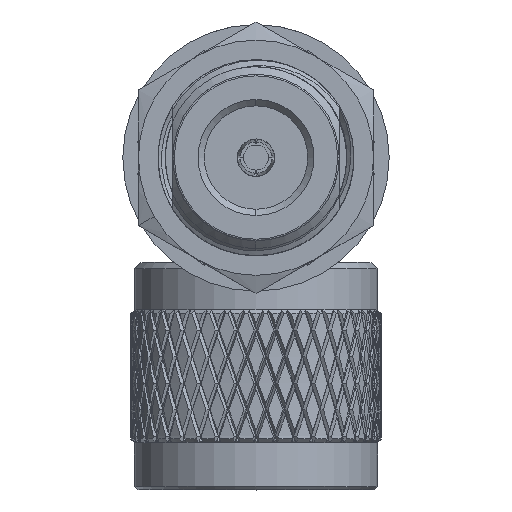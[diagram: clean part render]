
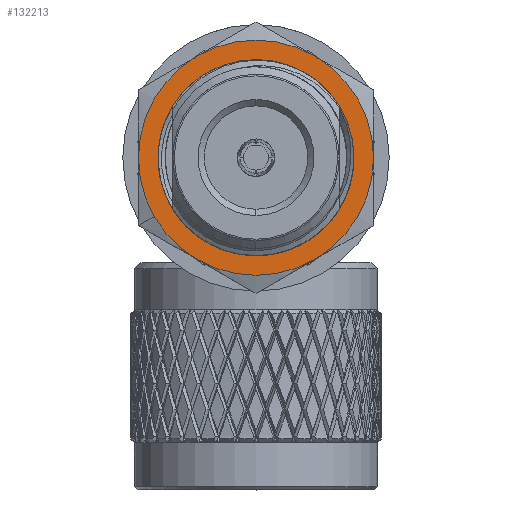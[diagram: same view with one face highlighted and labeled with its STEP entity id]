
A CAD part, top view. The second image highlights one B-rep face of the part: STEP entity #132213.
In plain terms, the highlighted face is planar.
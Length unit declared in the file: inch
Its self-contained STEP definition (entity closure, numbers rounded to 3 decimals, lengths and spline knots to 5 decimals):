
#2421 = DIRECTION ( 'NONE',  ( 0., -0.5, -0.866 ) ) ;
#2519 = DIRECTION ( 'NONE',  ( -1., 0., 0. ) ) ;
#4386 = ORIENTED_EDGE ( 'NONE', *, *, #47058, .T. ) ;
#7313 = CARTESIAN_POINT ( 'NONE',  ( 0.20229, 0.19855, 0.26067 ) ) ;
#7326 = CIRCLE ( 'NONE', #93989, 0.375 ) ;
#10207 = EDGE_CURVE ( 'NONE', #28184, #32913, #7326, .T. ) ;
#10222 = CARTESIAN_POINT ( 'NONE',  ( 0.20229, 0.19855, 0.26067 ) ) ;
#10288 = VERTEX_POINT ( 'NONE', #38921 ) ;
#12782 = FACE_BOUND ( 'NONE', #85439, .T. ) ;
#13611 = DIRECTION ( 'NONE',  ( -1., 0., 0. ) ) ;
#15726 = CIRCLE ( 'NONE', #106137, 0.375 ) ;
#16061 = CARTESIAN_POINT ( 'NONE',  ( 0.20229, 0.3548, 0.5313 ) ) ;
#16220 = DIRECTION ( 'NONE',  ( 1., 0., 0. ) ) ;
#16297 = CIRCLE ( 'NONE', #75458, 0.3125 ) ;
#17108 = DIRECTION ( 'NONE',  ( 0., -0.5, -0.866 ) ) ;
#18006 = DIRECTION ( 'NONE',  ( 0., -0.5, -0.866 ) ) ;
#21791 = CARTESIAN_POINT ( 'NONE',  ( 0.20229, 0.19855, 0.63567 ) ) ;
#22573 = VERTEX_POINT ( 'NONE', #100850 ) ;
#24268 = CARTESIAN_POINT ( 'NONE',  ( 0.20229, 0.19855, 0.26067 ) ) ;
#25782 = CARTESIAN_POINT ( 'NONE',  ( 0.20229, 0.16124, 0.57093 ) ) ;
#28184 = VERTEX_POINT ( 'NONE', #98175 ) ;
#30578 = CARTESIAN_POINT ( 'NONE',  ( 0.20229, 0.19855, 0.26067 ) ) ;
#30709 = DIRECTION ( 'NONE',  ( 0., -0.5, -0.866 ) ) ;
#31031 = ORIENTED_EDGE ( 'NONE', *, *, #39921, .T. ) ;
#32913 = VERTEX_POINT ( 'NONE', #37097 ) ;
#33481 = CARTESIAN_POINT ( 'NONE',  ( 0.20229, 0.19855, 0.26067 ) ) ;
#37097 = CARTESIAN_POINT ( 'NONE',  ( 0.20229, 0.01105, -0.06409 ) ) ;
#37698 = DIRECTION ( 'NONE',  ( 1., 0., 0. ) ) ;
#38199 = CIRCLE ( 'NONE', #65337, 0.375 ) ;
#38921 = CARTESIAN_POINT ( 'NONE',  ( 0.20229, 0.52331, 0.07317 ) ) ;
#39921 = EDGE_CURVE ( 'NONE', #61255, #86479, #16297, .T. ) ;
#41119 = EDGE_CURVE ( 'NONE', #28184, #10288, #89338, .T. ) ;
#43230 = ORIENTED_EDGE ( 'NONE', *, *, #41119, .F. ) ;
#47058 = EDGE_CURVE ( 'NONE', #123067, #22573, #15726, .T. ) ;
#48318 = CIRCLE ( 'NONE', #126970, 0.3125 ) ;
#49361 = EDGE_CURVE ( 'NONE', #22573, #106725, #90337, .T. ) ;
#49365 = AXIS2_PLACEMENT_3D ( 'NONE', #100461, #70235, #57729 ) ;
#49556 = DIRECTION ( 'NONE',  ( -1., 0., 0. ) ) ;
#50580 = CIRCLE ( 'NONE', #131148, 0.3125 ) ;
#52816 = AXIS2_PLACEMENT_3D ( 'NONE', #24268, #13611, #2421 ) ;
#54442 = VERTEX_POINT ( 'NONE', #16061 ) ;
#55416 = AXIS2_PLACEMENT_3D ( 'NONE', #76829, #2519, #120047 ) ;
#57593 = ORIENTED_EDGE ( 'NONE', *, *, #49361, .T. ) ;
#57729 = DIRECTION ( 'NONE',  ( 0., -0.5, -0.866 ) ) ;
#59268 = FACE_OUTER_BOUND ( 'NONE', #77829, .T. ) ;
#61255 = VERTEX_POINT ( 'NONE', #25782 ) ;
#62275 = ORIENTED_EDGE ( 'NONE', *, *, #136287, .T. ) ;
#63646 = DIRECTION ( 'NONE',  ( 0., -0.5, -0.866 ) ) ;
#64018 = DIRECTION ( 'NONE',  ( -1., 0., 0. ) ) ;
#65337 = AXIS2_PLACEMENT_3D ( 'NONE', #74677, #64018, #116494 ) ;
#66639 = VERTEX_POINT ( 'NONE', #70518 ) ;
#67183 = CARTESIAN_POINT ( 'NONE',  ( 0.20229, -0.12621, 0.07317 ) ) ;
#70235 = DIRECTION ( 'NONE',  ( -1., 0., 0. ) ) ;
#70518 = CARTESIAN_POINT ( 'NONE',  ( 0.20229, 0.52331, 0.44817 ) ) ;
#71423 = EDGE_CURVE ( 'NONE', #32913, #123067, #97383, .T. ) ;
#72915 = PLANE ( 'NONE',  #120204 ) ;
#74677 = CARTESIAN_POINT ( 'NONE',  ( 0.20229, 0.19855, 0.26067 ) ) ;
#75458 = AXIS2_PLACEMENT_3D ( 'NONE', #79805, #16220, #17108 ) ;
#76149 = DIRECTION ( 'NONE',  ( 1., 0., 0. ) ) ;
#76829 = CARTESIAN_POINT ( 'NONE',  ( 0.20229, 0.19855, 0.26067 ) ) ;
#77829 = EDGE_LOOP ( 'NONE', ( #136483, #109637, #4386, #57593, #98893, #131392, #43230 ) ) ;
#78216 = CARTESIAN_POINT ( 'NONE',  ( 0.20229, 0.39155, 0.50644 ) ) ;
#79805 = CARTESIAN_POINT ( 'NONE',  ( 0.20229, 0.19855, 0.26067 ) ) ;
#84392 = AXIS2_PLACEMENT_3D ( 'NONE', #33481, #76149, #63646 ) ;
#84410 = DIRECTION ( 'NONE',  ( 1., 0., 0. ) ) ;
#85439 = EDGE_LOOP ( 'NONE', ( #62275, #117699, #31031 ) ) ;
#86479 = VERTEX_POINT ( 'NONE', #78216 ) ;
#88837 = DIRECTION ( 'NONE',  ( 0., -0.5, -0.866 ) ) ;
#89338 = CIRCLE ( 'NONE', #84392, 0.375 ) ;
#90337 = CIRCLE ( 'NONE', #49365, 0.375 ) ;
#93989 = AXIS2_PLACEMENT_3D ( 'NONE', #7313, #49556, #18006 ) ;
#95114 = CIRCLE ( 'NONE', #52816, 0.375 ) ;
#95669 = DIRECTION ( 'NONE',  ( 0., -0.5, -0.866 ) ) ;
#97017 = EDGE_CURVE ( 'NONE', #66639, #10288, #38199, .T. ) ;
#97383 = CIRCLE ( 'NONE', #55416, 0.375 ) ;
#98175 = CARTESIAN_POINT ( 'NONE',  ( 0.20229, 0.19855, -0.11433 ) ) ;
#98893 = ORIENTED_EDGE ( 'NONE', *, *, #123517, .T. ) ;
#100359 = EDGE_CURVE ( 'NONE', #54442, #61255, #48318, .T. ) ;
#100461 = CARTESIAN_POINT ( 'NONE',  ( 0.20229, 0.19855, 0.26067 ) ) ;
#100850 = CARTESIAN_POINT ( 'NONE',  ( 0.20229, -0.12621, 0.44817 ) ) ;
#105438 = CARTESIAN_POINT ( 'NONE',  ( 0.20229, 0.19855, 0.26067 ) ) ;
#106137 = AXIS2_PLACEMENT_3D ( 'NONE', #105438, #136973, #30709 ) ;
#106725 = VERTEX_POINT ( 'NONE', #21791 ) ;
#109637 = ORIENTED_EDGE ( 'NONE', *, *, #71423, .T. ) ;
#110631 = CARTESIAN_POINT ( 'NONE',  ( 0.20229, 0.19855, 0.26067 ) ) ;
#116494 = DIRECTION ( 'NONE',  ( 0., -0.5, -0.866 ) ) ;
#117699 = ORIENTED_EDGE ( 'NONE', *, *, #100359, .T. ) ;
#120047 = DIRECTION ( 'NONE',  ( 0., -0.5, -0.866 ) ) ;
#120204 = AXIS2_PLACEMENT_3D ( 'NONE', #10222, #137410, #95669 ) ;
#123067 = VERTEX_POINT ( 'NONE', #67183 ) ;
#123517 = EDGE_CURVE ( 'NONE', #106725, #66639, #95114, .T. ) ;
#126970 = AXIS2_PLACEMENT_3D ( 'NONE', #110631, #37698, #88837 ) ;
#127150 = DIRECTION ( 'NONE',  ( 0., -0.5, -0.866 ) ) ;
#131148 = AXIS2_PLACEMENT_3D ( 'NONE', #30578, #84410, #127150 ) ;
#131392 = ORIENTED_EDGE ( 'NONE', *, *, #97017, .T. ) ;
#132213 = ADVANCED_FACE ( 'NONE', ( #12782, #59268 ), #72915, .F. ) ;
#136287 = EDGE_CURVE ( 'NONE', #86479, #54442, #50580, .T. ) ;
#136483 = ORIENTED_EDGE ( 'NONE', *, *, #10207, .T. ) ;
#136973 = DIRECTION ( 'NONE',  ( -1., 0., 0. ) ) ;
#137410 = DIRECTION ( 'NONE',  ( 1., 0., 0. ) ) ;
